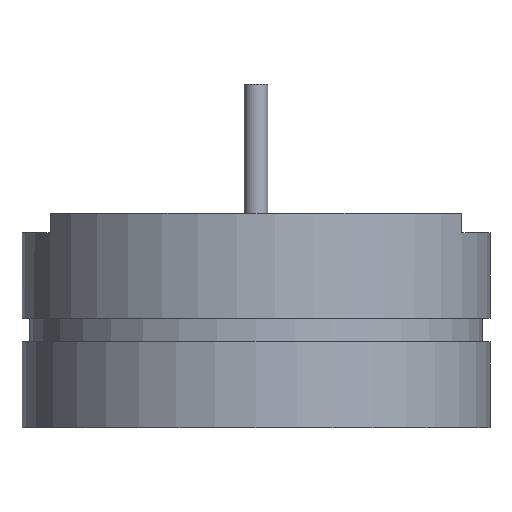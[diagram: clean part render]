
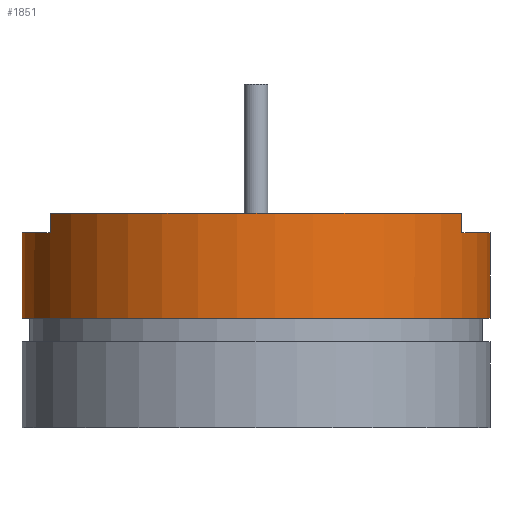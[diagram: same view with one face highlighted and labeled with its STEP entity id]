
A CAD part, front view. The second image highlights one B-rep face of the part: STEP entity #1851.
In plain terms, the highlighted cylindrical face has radius 6 mm (diameter 12 mm), a full revolution.
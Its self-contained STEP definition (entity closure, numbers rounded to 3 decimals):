
#25=CYLINDRICAL_SURFACE('',#1970,6.);
#42=FACE_BOUND('',#544,.T.);
#160=LINE('',#4890,#282);
#164=LINE('',#4897,#286);
#166=LINE('',#4902,#288);
#169=LINE('',#4907,#291);
#282=VECTOR('',#2303,0.5);
#286=VECTOR('',#2309,0.5);
#288=VECTOR('',#2313,0.5);
#291=VECTOR('',#2318,0.5);
#423=FACE_OUTER_BOUND('',#543,.T.);
#543=EDGE_LOOP('',(#1562));
#544=EDGE_LOOP('',(#1563,#1564,#1565,#1566,#1567,#1568,#1569,#1570));
#672=CIRCLE('',#1961,6.);
#673=CIRCLE('',#1967,6.);
#674=CIRCLE('',#1969,6.);
#675=CIRCLE('',#1971,6.);
#676=CIRCLE('',#1972,6.);
#831=VERTEX_POINT('',#4883);
#832=VERTEX_POINT('',#4885);
#833=VERTEX_POINT('',#4889);
#834=VERTEX_POINT('',#4893);
#835=VERTEX_POINT('',#4895);
#836=VERTEX_POINT('',#4899);
#837=VERTEX_POINT('',#4901);
#838=VERTEX_POINT('',#4905);
#839=VERTEX_POINT('',#4913);
#1071=EDGE_CURVE('',#832,#831,#672,.T.);
#1073=EDGE_CURVE('',#833,#832,#160,.T.);
#1077=EDGE_CURVE('',#834,#835,#164,.T.);
#1079=EDGE_CURVE('',#837,#836,#166,.T.);
#1082=EDGE_CURVE('',#831,#838,#169,.T.);
#1083=EDGE_CURVE('',#836,#834,#673,.T.);
#1084=EDGE_CURVE('',#838,#837,#674,.T.);
#1085=EDGE_CURVE('',#839,#839,#675,.T.);
#1086=EDGE_CURVE('',#835,#833,#676,.T.);
#1562=ORIENTED_EDGE('',*,*,#1085,.F.);
#1563=ORIENTED_EDGE('',*,*,#1073,.T.);
#1564=ORIENTED_EDGE('',*,*,#1071,.T.);
#1565=ORIENTED_EDGE('',*,*,#1082,.T.);
#1566=ORIENTED_EDGE('',*,*,#1084,.T.);
#1567=ORIENTED_EDGE('',*,*,#1079,.T.);
#1568=ORIENTED_EDGE('',*,*,#1083,.T.);
#1569=ORIENTED_EDGE('',*,*,#1077,.T.);
#1570=ORIENTED_EDGE('',*,*,#1086,.T.);
#1851=ADVANCED_FACE('',(#423,#42),#25,.T.);
#1961=AXIS2_PLACEMENT_3D('',#4886,#2298,#2299);
#1967=AXIS2_PLACEMENT_3D('',#4909,#2321,#2322);
#1969=AXIS2_PLACEMENT_3D('',#4911,#2325,#2326);
#1970=AXIS2_PLACEMENT_3D('',#4912,#2327,#2328);
#1971=AXIS2_PLACEMENT_3D('',#4914,#2329,#2330);
#1972=AXIS2_PLACEMENT_3D('',#4915,#2331,#2332);
#2298=DIRECTION('center_axis',(0.,0.,
-1.));
#2299=DIRECTION('ref_axis',(-1.,0.,0.));
#2303=DIRECTION('',(0.,0.,-1.));
#2309=DIRECTION('',(0.,0.,1.));
#2313=DIRECTION('',(0.,0.,-1.));
#2318=DIRECTION('',(0.,0.,1.));
#2321=DIRECTION('center_axis',(0.,0.,
-1.));
#2322=DIRECTION('ref_axis',(-1.,0.,0.));
#2325=DIRECTION('center_axis',(0.,0.,-1.));
#2326=DIRECTION('ref_axis',(-1.,0.,0.));
#2327=DIRECTION('center_axis',(0.,0.,1.));
#2328=DIRECTION('ref_axis',(-1.,0.,0.));
#2329=DIRECTION('center_axis',(0.,0.,-1.));
#2330=DIRECTION('ref_axis',(-1.,0.,0.));
#2331=DIRECTION('center_axis',(0.,0.,-1.));
#2332=DIRECTION('ref_axis',(-1.,0.,0.));
#4883=CARTESIAN_POINT('',(-5.28,2.85,5.));
#4885=CARTESIAN_POINT('',(-5.28,-2.85,5.));
#4886=CARTESIAN_POINT('Origin',(0.,0.,5.));
#4889=CARTESIAN_POINT('',(-5.28,-2.85,5.5));
#4890=CARTESIAN_POINT('',(-5.28,-2.85,2.8));
#4893=CARTESIAN_POINT('',(5.28,-2.85,5.));
#4895=CARTESIAN_POINT('',(5.28,-2.85,5.5));
#4897=CARTESIAN_POINT('',(5.28,-2.85,2.8));
#4899=CARTESIAN_POINT('',(5.28,2.85,5.));
#4901=CARTESIAN_POINT('',(5.28,2.85,5.5));
#4902=CARTESIAN_POINT('',(5.28,2.85,2.8));
#4905=CARTESIAN_POINT('',(-5.28,2.85,5.5));
#4907=CARTESIAN_POINT('',(-5.28,2.85,2.8));
#4909=CARTESIAN_POINT('Origin',(0.,0.,5.));
#4911=CARTESIAN_POINT('Origin',(0.,0.,5.5));
#4912=CARTESIAN_POINT('Origin',(0.,0.,2.8));
#4913=CARTESIAN_POINT('',(6.,0.,2.8));
#4914=CARTESIAN_POINT('Origin',(0.,0.,2.8));
#4915=CARTESIAN_POINT('Origin',(0.,0.,5.5));
